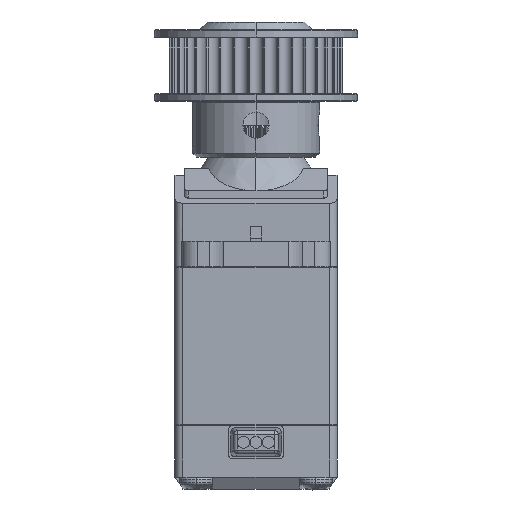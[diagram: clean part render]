
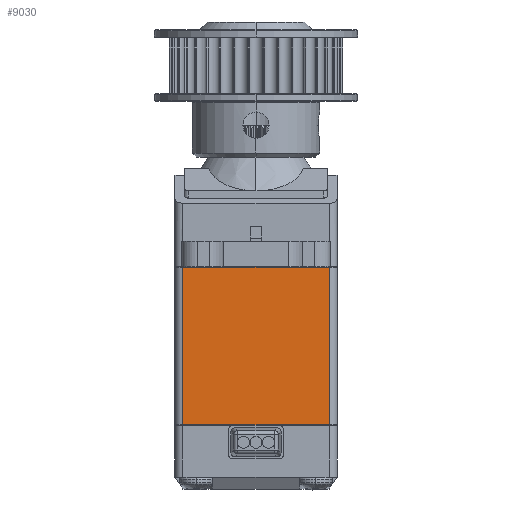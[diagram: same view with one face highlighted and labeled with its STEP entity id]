
A CAD part, left-side view. The second image highlights one B-rep face of the part: STEP entity #9030.
In plain terms, the highlighted planar face has unit normal (-1, 0, 0).
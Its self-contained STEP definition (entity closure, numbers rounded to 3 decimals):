
#3133=DIRECTION('',(0.,0.,1.));
#3134=VECTOR('',#3133,19.8);
#3135=CARTESIAN_POINT('',(-10.1,9.2,-37.7));
#3136=LINE('',#3135,#3134);
#3157=DIRECTION('',(0.,-1.,0.));
#3158=VECTOR('',#3157,18.4);
#3159=CARTESIAN_POINT('',(-10.1,9.2,-37.7));
#3160=LINE('',#3159,#3158);
#3161=DIRECTION('',(0.,1.,0.));
#3162=VECTOR('',#3161,18.4);
#3163=CARTESIAN_POINT('',(-10.1,-9.2,-17.9));
#3164=LINE('',#3163,#3162);
#3165=DIRECTION('',(0.,0.,-1.));
#3166=VECTOR('',#3165,19.8);
#3167=CARTESIAN_POINT('',(-10.1,-9.2,-17.9));
#3168=LINE('',#3167,#3166);
#4863=CARTESIAN_POINT('',(-10.1,-9.2,-17.9));
#4864=CARTESIAN_POINT('',(-10.1,-9.2,-37.7));
#4865=VERTEX_POINT('',#4863);
#4866=VERTEX_POINT('',#4864);
#4867=CARTESIAN_POINT('',(-10.1,9.2,-37.7));
#4868=VERTEX_POINT('',#4867);
#4890=CARTESIAN_POINT('',(-10.1,9.2,-17.9));
#4892=VERTEX_POINT('',#4890);
#9018=CARTESIAN_POINT('',(-10.1,9.2,-82.88));
#9019=DIRECTION('',(-1.,0.,0.));
#9020=DIRECTION('',(0.,0.,1.));
#9021=AXIS2_PLACEMENT_3D('',#9018,#9019,#9020);
#9022=PLANE('',#9021);
#9023=ORIENTED_EDGE('',*,*,#8984,.F.);
#9024=ORIENTED_EDGE('',*,*,#8973,.T.);
#9025=ORIENTED_EDGE('',*,*,#8941,.F.);
#9027=ORIENTED_EDGE('',*,*,#9026,.T.);
#9028=EDGE_LOOP('',(#9023,#9024,#9025,#9027));
#9029=FACE_OUTER_BOUND('',#9028,.F.);
#9030=ADVANCED_FACE('',(#9029),#9022,.T.);
#8941=EDGE_CURVE('',#4865,#4892,#3164,.T.);
#8973=EDGE_CURVE('',#4868,#4892,#3136,.T.);
#8984=EDGE_CURVE('',#4868,#4866,#3160,.T.);
#9026=EDGE_CURVE('',#4865,#4866,#3168,.T.);
